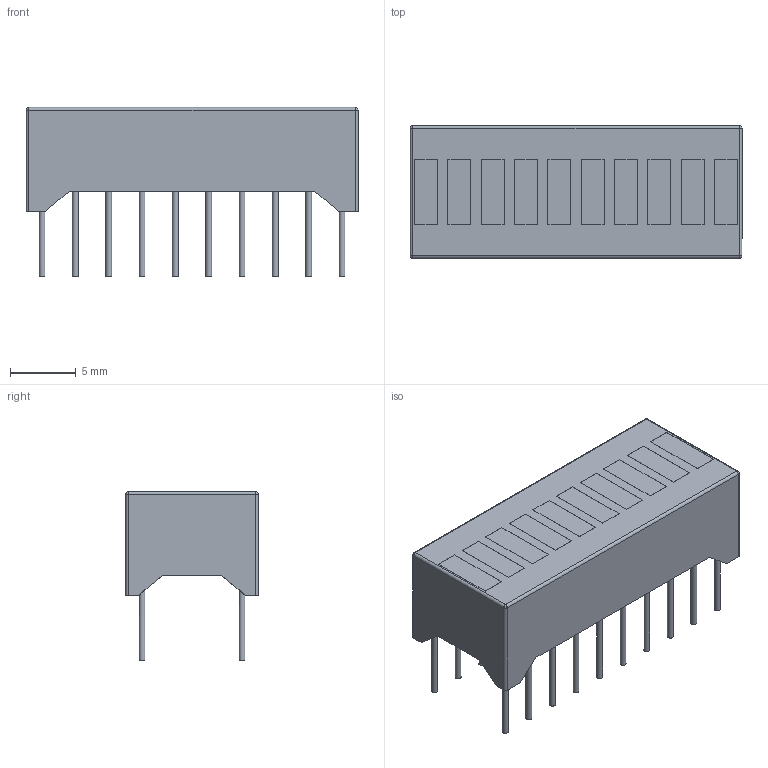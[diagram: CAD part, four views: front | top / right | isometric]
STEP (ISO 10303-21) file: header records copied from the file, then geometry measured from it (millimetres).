
FILE_DESCRIPTION(('FreeCAD Model'),'2;1');
FILE_NAME('HDSP-48xx.step','2017-01-02T23:01:09',('DiegoLale'),('Lalebots') ,'Open CASCADE STEP processor 6.8','FreeCAD','Unknown');
FILE_SCHEMA(('AUTOMOTIVE_DESIGN_CC2 { 1 2 10303 214 -1 1 5 4 }'));
Length unit declared in the file: millimetre
Products named in the file (2): ASSEMBLY; Fusion
Assembly tree (1 placements, depth 2):
  ASSEMBLY
    Fusion
Bounding box: 25.3 x 10.1 x 12.91 mm (x, y, z)
Volume: 1684 mm3; surface area: 1168 mm2
Topology: 1 solids, 1 shells, 120 faces, 256 edges, 164 vertices
Faces by surface type: plane 88, cylinder 28, sphere 4
Full cylindrical faces by diameter (mm): 0.45 x20
Entity records: 7325 total; most frequent: CARTESIAN_POINT 1332, DIRECTION 920, LINE 538, VECTOR 538, ORIENTED_EDGE 504, PCURVE 504, DEFINITIONAL_REPRESENTATION 504, EDGE_CURVE 252
